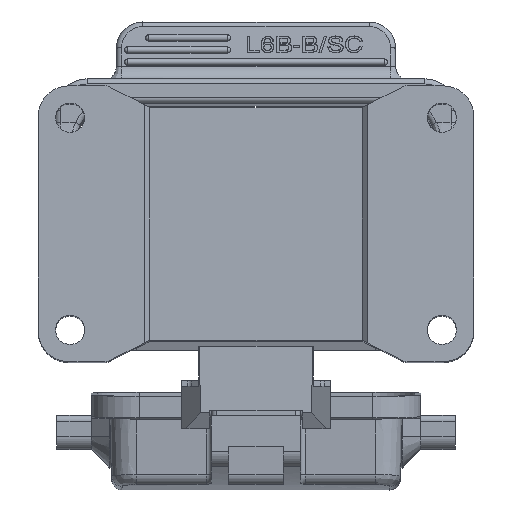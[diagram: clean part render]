
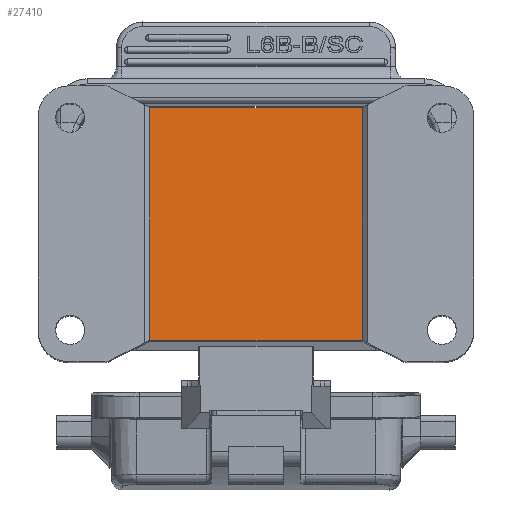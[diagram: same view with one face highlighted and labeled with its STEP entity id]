
A CAD part, front view. The second image highlights one B-rep face of the part: STEP entity #27410.
In plain terms, the highlighted planar face has unit normal (0, -0.999, 0.046).
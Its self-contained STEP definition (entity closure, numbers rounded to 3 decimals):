
#296=DIRECTION('',(-1.,0.,0.));
#297=VECTOR('',#296,39.998);
#298=CARTESIAN_POINT('',(57.499,-25.972,41.555));
#299=LINE('',#298,#297);
#443=DIRECTION('',(1.,0.,0.));
#444=VECTOR('',#443,39.998);
#445=CARTESIAN_POINT('',(17.501,-27.985,-2.287));
#446=LINE('',#445,#444);
#5706=DIRECTION('',(0.,0.046,0.999));
#5707=VECTOR('',#5706,43.889);
#5708=CARTESIAN_POINT('',(57.499,-27.985,
-2.287));
#5709=LINE('',#5708,#5707);
#5724=DIRECTION('',(0.,0.046,0.999));
#5725=VECTOR('',#5724,43.889);
#5726=CARTESIAN_POINT('',(17.501,-27.985,
-2.287));
#5727=LINE('',#5726,#5725);
#18006=CARTESIAN_POINT('',(57.499,-25.972,
41.555));
#18007=VERTEX_POINT('',#18006);
#18008=CARTESIAN_POINT('',(17.501,-25.972,
41.555));
#18009=VERTEX_POINT('',#18008);
#18103=CARTESIAN_POINT('',(57.499,-27.985,
-2.287));
#18104=VERTEX_POINT('',#18103);
#18133=CARTESIAN_POINT('',(17.501,-27.985,
-2.287));
#18134=VERTEX_POINT('',#18133);
#27398=CARTESIAN_POINT('',(37.5,-26.979,
19.634));
#27399=DIRECTION('',(0.,0.999,-0.046));
#27400=DIRECTION('',(0.,-0.046,-0.999));
#27401=AXIS2_PLACEMENT_3D('',#27398,#27399,#27400);
#27402=PLANE('',#27401);
#27403=ORIENTED_EDGE('',*,*,#27389,.F.);
#27404=ORIENTED_EDGE('',*,*,#20768,.F.);
#27406=ORIENTED_EDGE('',*,*,#27405,.T.);
#27407=ORIENTED_EDGE('',*,*,#20626,.F.);
#27408=EDGE_LOOP('',(#27403,#27404,#27406,#27407));
#27409=FACE_OUTER_BOUND('',#27408,.F.);
#20626=EDGE_CURVE('',#18007,#18009,#299,.T.);
#20768=EDGE_CURVE('',#18134,#18104,#446,.T.);
#27389=EDGE_CURVE('',#18104,#18007,#5709,.T.);
#27405=EDGE_CURVE('',#18134,#18009,#5727,.T.);
#27410=ADVANCED_FACE('',(#27409),#27402,.F.);
